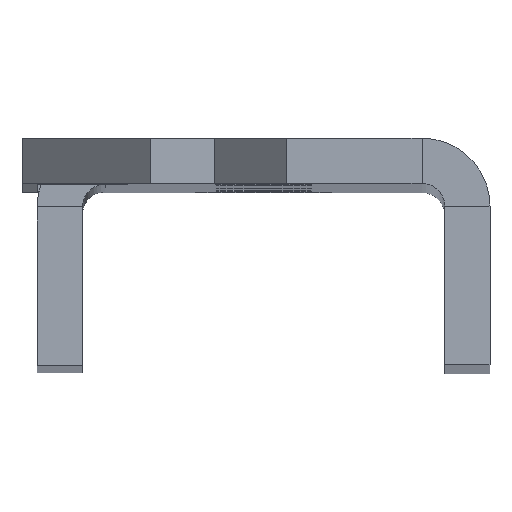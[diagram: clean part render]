
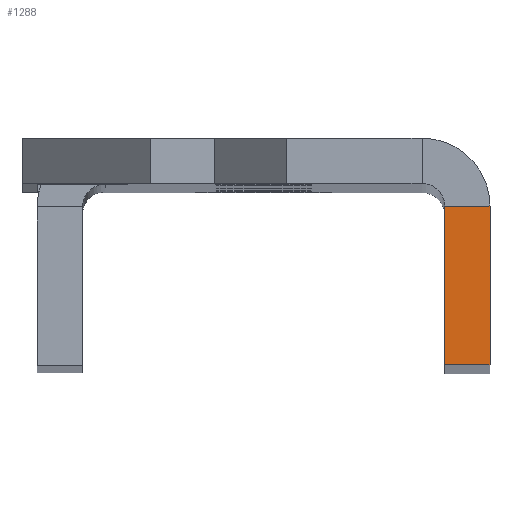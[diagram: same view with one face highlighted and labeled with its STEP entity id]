
A CAD part, top view. The second image highlights one B-rep face of the part: STEP entity #1288.
In plain terms, the highlighted planar face has unit normal (0, 0, 1).
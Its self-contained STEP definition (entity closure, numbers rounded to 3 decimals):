
#20 = VERTEX_POINT ( 'NONE', #739 ) ;
#133 = EDGE_CURVE ( 'NONE', #791, #1196, #1576, .T. ) ;
#143 = CARTESIAN_POINT ( 'NONE',  ( 8., 2., 116. ) ) ;
#151 = EDGE_CURVE ( 'NONE', #20, #791, #322, .T. ) ;
#220 = DIRECTION ( 'NONE',  ( 0., -1., 0. ) ) ;
#306 = EDGE_CURVE ( 'NONE', #1196, #830, #1023, .T. ) ;
#322 = LINE ( 'NONE', #143, #1171 ) ;
#350 = EDGE_LOOP ( 'NONE', ( #354, #1107, #1015, #780 ) ) ;
#352 = CARTESIAN_POINT ( 'NONE',  ( 10., -8., 116. ) ) ;
#354 = ORIENTED_EDGE ( 'NONE', *, *, #306, .F. ) ;
#375 = EDGE_CURVE ( 'NONE', #20, #830, #1691, .T. ) ;
#392 = DIRECTION ( 'NONE',  ( 0., 0., 1. ) ) ;
#480 = CARTESIAN_POINT ( 'NONE',  ( 10., -1., 116. ) ) ;
#577 = CARTESIAN_POINT ( 'NONE',  ( -454.211, 2., 116. ) ) ;
#624 = FACE_OUTER_BOUND ( 'NONE', #350, .T. ) ;
#671 = AXIS2_PLACEMENT_3D ( 'NONE', #577, #392, #220 ) ;
#692 = DIRECTION ( 'NONE',  ( 0., -1., 0. ) ) ;
#739 = CARTESIAN_POINT ( 'NONE',  ( 8., -8., 116. ) ) ;
#742 = PLANE ( 'NONE',  #671 ) ;
#745 = VECTOR ( 'NONE', #692, 1000. ) ;
#780 = ORIENTED_EDGE ( 'NONE', *, *, #375, .T. ) ;
#791 = VERTEX_POINT ( 'NONE', #1168 ) ;
#830 = VERTEX_POINT ( 'NONE', #352 ) ;
#861 = CARTESIAN_POINT ( 'NONE',  ( 10., 2., 116. ) ) ;
#1015 = ORIENTED_EDGE ( 'NONE', *, *, #151, .F. ) ;
#1023 = LINE ( 'NONE', #861, #745 ) ;
#1107 = ORIENTED_EDGE ( 'NONE', *, *, #133, .F. ) ;
#1168 = CARTESIAN_POINT ( 'NONE',  ( 8., -1., 116. ) ) ;
#1171 = VECTOR ( 'NONE', #1671, 1000. ) ;
#1196 = VERTEX_POINT ( 'NONE', #480 ) ;
#1231 = DIRECTION ( 'NONE',  ( 1., 0., 0. ) ) ;
#1288 = ADVANCED_FACE ( 'NONE', ( #624 ), #742, .T. ) ;
#1341 = DIRECTION ( 'NONE',  ( 1., 0., 0. ) ) ;
#1406 = CARTESIAN_POINT ( 'NONE',  ( -454.211, -1., 116. ) ) ;
#1518 = CARTESIAN_POINT ( 'NONE',  ( -454.211, -8., 116. ) ) ;
#1530 = VECTOR ( 'NONE', #1231, 1000. ) ;
#1576 = LINE ( 'NONE', #1406, #1530 ) ;
#1671 = DIRECTION ( 'NONE',  ( 0., 1., 0. ) ) ;
#1691 = LINE ( 'NONE', #1518, #1694 ) ;
#1694 = VECTOR ( 'NONE', #1341, 1000. ) ;
